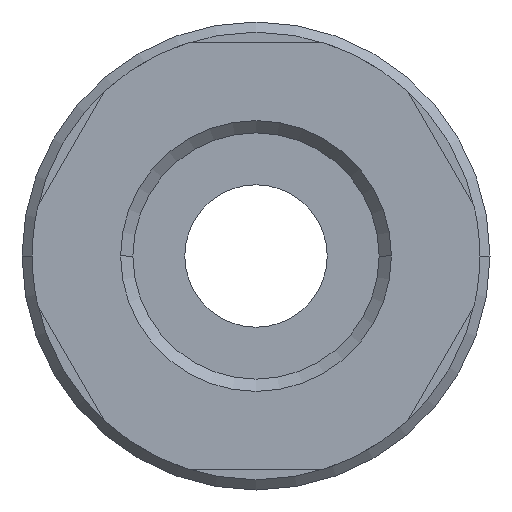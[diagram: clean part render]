
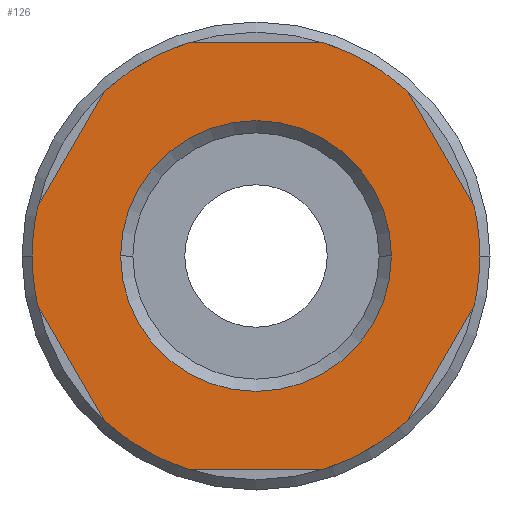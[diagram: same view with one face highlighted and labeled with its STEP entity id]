
A CAD part, front view. The second image highlights one B-rep face of the part: STEP entity #126.
In plain terms, the highlighted planar face has unit normal (0, -1, 0).
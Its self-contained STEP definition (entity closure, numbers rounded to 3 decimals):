
#126=ADVANCED_FACE('',(#312,#313),#314,.T.);
#312=FACE_BOUND('',#563,.T.);
#313=FACE_OUTER_BOUND('',#564,.T.);
#314=PLANE('',#565);
#563=EDGE_LOOP('',(#863,#864));
#564=EDGE_LOOP('',(#865,#866,#867,#868,#869,#870,#871,#872,#873,#874,#875,#876,#877,#878));
#565=AXIS2_PLACEMENT_3D('',#879,#880,#881);
#863=ORIENTED_EDGE('',*,*,#1479,.T.);
#864=ORIENTED_EDGE('',*,*,#1480,.T.);
#865=ORIENTED_EDGE('',*,*,#1470,.T.);
#866=ORIENTED_EDGE('',*,*,#1481,.F.);
#867=ORIENTED_EDGE('',*,*,#1475,.T.);
#868=ORIENTED_EDGE('',*,*,#1482,.F.);
#869=ORIENTED_EDGE('',*,*,#1483,.T.);
#870=ORIENTED_EDGE('',*,*,#1484,.F.);
#871=ORIENTED_EDGE('',*,*,#1485,.F.);
#872=ORIENTED_EDGE('',*,*,#1486,.T.);
#873=ORIENTED_EDGE('',*,*,#1487,.F.);
#874=ORIENTED_EDGE('',*,*,#1488,.T.);
#875=ORIENTED_EDGE('',*,*,#1489,.F.);
#876=ORIENTED_EDGE('',*,*,#1490,.T.);
#877=ORIENTED_EDGE('',*,*,#1491,.F.);
#878=ORIENTED_EDGE('',*,*,#1492,.F.);
#879=CARTESIAN_POINT('',(5.5,0.0,0.0));
#880=DIRECTION('',(-0.0,-1.0,-0.0));
#881=DIRECTION('',(-1.0,0.0,0.0));
#1470=EDGE_CURVE('',#1752,#1749,#1753,.T.);
#1475=EDGE_CURVE('',#1761,#1758,#1762,.T.);
#1479=EDGE_CURVE('',#1767,#1768,#1769,.T.);
#1480=EDGE_CURVE('',#1768,#1767,#1770,.T.);
#1481=EDGE_CURVE('',#1761,#1749,#1771,.T.);
#1482=EDGE_CURVE('',#1772,#1758,#1773,.T.);
#1483=EDGE_CURVE('',#1772,#1774,#1775,.T.);
#1484=EDGE_CURVE('',#1776,#1774,#1777,.T.);
#1485=EDGE_CURVE('',#1778,#1776,#1779,.T.);
#1486=EDGE_CURVE('',#1778,#1780,#1781,.T.);
#1487=EDGE_CURVE('',#1782,#1780,#1783,.T.);
#1488=EDGE_CURVE('',#1782,#1784,#1785,.T.);
#1489=EDGE_CURVE('',#1786,#1784,#1787,.T.);
#1490=EDGE_CURVE('',#1786,#1788,#1789,.T.);
#1491=EDGE_CURVE('',#1790,#1788,#1791,.T.);
#1492=EDGE_CURVE('',#1752,#1790,#1792,.T.);
#1749=VERTEX_POINT('',#2189);
#1752=VERTEX_POINT('',#2193);
#1753=LINE('',#2194,#2195);
#1758=VERTEX_POINT('',#2202);
#1761=VERTEX_POINT('',#2206);
#1762=LINE('',#2207,#2208);
#1767=VERTEX_POINT('',#2215);
#1768=VERTEX_POINT('',#2216);
#1769=CIRCLE('',#2217,6.655);
#1770=CIRCLE('',#2218,6.655);
#1771=CIRCLE('',#2219,11.0);
#1772=VERTEX_POINT('',#2220);
#1773=CIRCLE('',#2221,11.0);
#1774=VERTEX_POINT('',#2222);
#1775=LINE('',#2223,#2224);
#1776=VERTEX_POINT('',#2225);
#1777=CIRCLE('',#2226,11.0);
#1778=VERTEX_POINT('',#2227);
#1779=CIRCLE('',#2228,11.0);
#1780=VERTEX_POINT('',#2229);
#1781=LINE('',#2230,#2231);
#1782=VERTEX_POINT('',#2232);
#1783=CIRCLE('',#2233,11.0);
#1784=VERTEX_POINT('',#2234);
#1785=LINE('',#2235,#2236);
#1786=VERTEX_POINT('',#2237);
#1787=CIRCLE('',#2238,11.0);
#1788=VERTEX_POINT('',#2239);
#1789=LINE('',#2240,#2241);
#1790=VERTEX_POINT('',#2242);
#1791=CIRCLE('',#2243,11.0);
#1792=CIRCLE('',#2244,11.0);
#2189=CARTESIAN_POINT('',(-7.454,0.0,-8.089));
#2193=CARTESIAN_POINT('',(-10.733,0.0,-2.411));
#2194=CARTESIAN_POINT('',(-8.406,0.0,-6.441));
#2195=VECTOR('',#2774,1.0);
#2202=CARTESIAN_POINT('',(3.279,0.0,-10.5));
#2206=CARTESIAN_POINT('',(-3.279,0.0,-10.5));
#2207=CARTESIAN_POINT('',(2.75,0.0,-10.5));
#2208=VECTOR('',#2778,1.0);
#2215=CARTESIAN_POINT('',(-6.655,0.0,0.));
#2216=CARTESIAN_POINT('',(6.655,0.0,0.));
#2217=AXIS2_PLACEMENT_3D('',#2781,#2782,#2783);
#2218=AXIS2_PLACEMENT_3D('',#2784,#2785,#2786);
#2219=AXIS2_PLACEMENT_3D('',#2787,#2788,#2789);
#2220=CARTESIAN_POINT('',(7.454,0.0,-8.089));
#2221=AXIS2_PLACEMENT_3D('',#2790,#2791,#2792);
#2222=CARTESIAN_POINT('',(10.733,0.0,-2.411));
#2223=CARTESIAN_POINT('',(9.781,0.0,-4.059));
#2224=VECTOR('',#2793,1.0);
#2225=CARTESIAN_POINT('',(11.0,0.0,0.));
#2226=AXIS2_PLACEMENT_3D('',#2794,#2795,#2796);
#2227=CARTESIAN_POINT('',(10.733,0.0,2.411));
#2228=AXIS2_PLACEMENT_3D('',#2797,#2798,#2799);
#2229=CARTESIAN_POINT('',(7.454,0.0,8.089));
#2230=CARTESIAN_POINT('',(9.781,0.0,4.059));
#2231=VECTOR('',#2800,1.0);
#2232=CARTESIAN_POINT('',(3.279,0.0,10.5));
#2233=AXIS2_PLACEMENT_3D('',#2801,#2802,#2803);
#2234=CARTESIAN_POINT('',(-3.279,0.0,10.5));
#2235=CARTESIAN_POINT('',(2.75,0.0,10.5));
#2236=VECTOR('',#2804,1.0);
#2237=CARTESIAN_POINT('',(-7.454,0.0,8.089));
#2238=AXIS2_PLACEMENT_3D('',#2805,#2806,#2807);
#2239=CARTESIAN_POINT('',(-10.733,0.0,2.411));
#2240=CARTESIAN_POINT('',(-8.406,0.0,6.441));
#2241=VECTOR('',#2808,1.0);
#2242=CARTESIAN_POINT('',(-11.0,0.0,0.));
#2243=AXIS2_PLACEMENT_3D('',#2809,#2810,#2811);
#2244=AXIS2_PLACEMENT_3D('',#2812,#2813,#2814);
#2774=DIRECTION('',(0.5,0.0,-0.866));
#2778=DIRECTION('',(1.0,-0.0,0.0));
#2781=CARTESIAN_POINT('',(0.0,0.0,0.0));
#2782=DIRECTION('',(-0.0,1.0,0.0));
#2783=DIRECTION('',(1.0,0.0,0.0));
#2784=CARTESIAN_POINT('',(0.0,0.0,0.0));
#2785=DIRECTION('',(-0.0,1.0,0.0));
#2786=DIRECTION('',(1.0,0.0,0.0));
#2787=CARTESIAN_POINT('',(0.0,0.0,0.0));
#2788=DIRECTION('',(-0.0,1.0,0.0));
#2789=DIRECTION('',(1.0,0.0,0.0));
#2790=CARTESIAN_POINT('',(0.0,0.0,0.0));
#2791=DIRECTION('',(-0.0,1.0,0.0));
#2792=DIRECTION('',(1.0,0.0,0.0));
#2793=DIRECTION('',(0.5,-0.0,0.866));
#2794=CARTESIAN_POINT('',(0.0,0.0,0.0));
#2795=DIRECTION('',(-0.0,1.0,0.0));
#2796=DIRECTION('',(1.0,0.0,0.0));
#2797=CARTESIAN_POINT('',(0.0,0.0,0.0));
#2798=DIRECTION('',(-0.0,1.0,0.0));
#2799=DIRECTION('',(1.0,0.0,0.0));
#2800=DIRECTION('',(-0.5,0.0,0.866));
#2801=CARTESIAN_POINT('',(0.0,0.0,0.0));
#2802=DIRECTION('',(-0.0,1.0,0.0));
#2803=DIRECTION('',(1.0,0.0,0.0));
#2804=DIRECTION('',(-1.0,0.0,0.));
#2805=CARTESIAN_POINT('',(0.0,0.0,0.0));
#2806=DIRECTION('',(-0.0,1.0,0.0));
#2807=DIRECTION('',(1.0,0.0,0.0));
#2808=DIRECTION('',(-0.5,0.0,-0.866));
#2809=CARTESIAN_POINT('',(0.0,0.0,0.0));
#2810=DIRECTION('',(-0.0,1.0,0.0));
#2811=DIRECTION('',(1.0,0.0,0.0));
#2812=CARTESIAN_POINT('',(0.0,0.0,0.0));
#2813=DIRECTION('',(-0.0,1.0,0.0));
#2814=DIRECTION('',(1.0,0.0,0.0));
